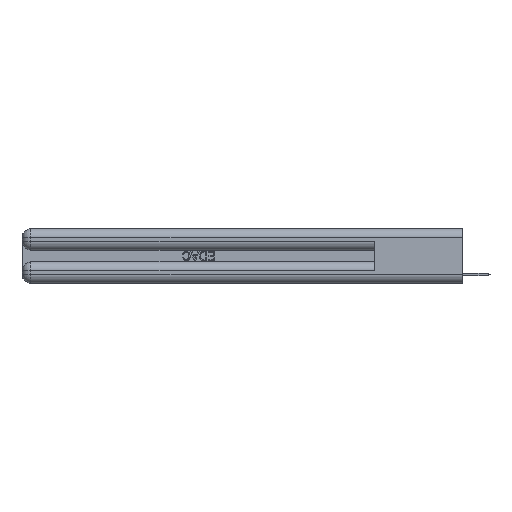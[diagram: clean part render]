
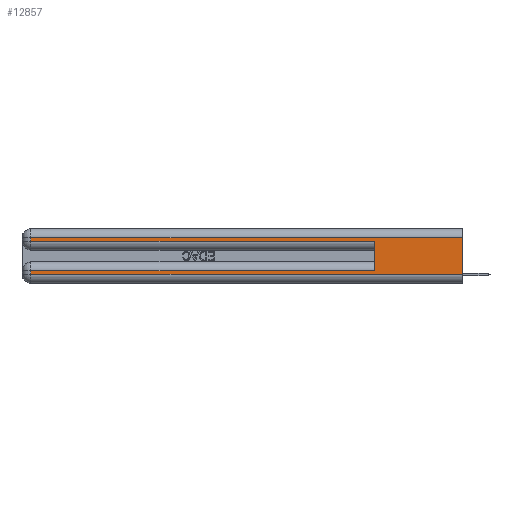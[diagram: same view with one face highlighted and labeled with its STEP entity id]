
A CAD part, left-side view. The second image highlights one B-rep face of the part: STEP entity #12857.
In plain terms, the highlighted planar face has unit normal (-1, 0, 0).
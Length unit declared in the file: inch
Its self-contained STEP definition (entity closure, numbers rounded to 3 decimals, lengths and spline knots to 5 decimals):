
#217 = DIRECTION ( 'NONE',  ( 0., -1., 0. ) ) ;
#494 = DIRECTION ( 'NONE',  ( 1., 0., 0. ) ) ;
#653 = PLANE ( 'NONE',  #29340 ) ;
#1260 = VECTOR ( 'NONE', #6304, 39.37008 ) ;
#2353 = DIRECTION ( 'NONE',  ( 0., 0., -1. ) ) ;
#2876 = ORIENTED_EDGE ( 'NONE', *, *, #12628, .T. ) ;
#3500 = ORIENTED_EDGE ( 'NONE', *, *, #3581, .T. ) ;
#3581 = EDGE_CURVE ( 'NONE', #14616, #25122, #18801, .T. ) ;
#3970 = EDGE_CURVE ( 'NONE', #25122, #25185, #27568, .T. ) ;
#4364 = DIRECTION ( 'NONE',  ( 0., 1., 0. ) ) ;
#4538 = CARTESIAN_POINT ( 'NONE',  ( 0., 0., 0.085 ) ) ;
#5144 = EDGE_CURVE ( 'NONE', #5200, #31347, #11990, .T. ) ;
#5147 = CARTESIAN_POINT ( 'NONE',  ( 0., 0.6, 0.145 ) ) ;
#5200 = VERTEX_POINT ( 'NONE', #16644 ) ;
#5338 = VECTOR ( 'NONE', #15417, 39.37008 ) ;
#5458 = FACE_OUTER_BOUND ( 'NONE', #17983, .T. ) ;
#6082 = VECTOR ( 'NONE', #8090, 39.37008 ) ;
#6304 = DIRECTION ( 'NONE',  ( 0., 1., 0. ) ) ;
#8090 = DIRECTION ( 'NONE',  ( 0., -1., 0. ) ) ;
#8114 = CARTESIAN_POINT ( 'NONE',  ( 0., 0., 0.31 ) ) ;
#8509 = ORIENTED_EDGE ( 'NONE', *, *, #11143, .T. ) ;
#9116 = LINE ( 'NONE', #17073, #1260 ) ;
#9783 = CARTESIAN_POINT ( 'NONE',  ( 0., 2.94, 0.085 ) ) ;
#10580 = LINE ( 'NONE', #30814, #6082 ) ;
#10605 = CARTESIAN_POINT ( 'NONE',  ( 0., 0., 0.37 ) ) ;
#11143 = EDGE_CURVE ( 'NONE', #31347, #22945, #17595, .T. ) ;
#11990 = LINE ( 'NONE', #4538, #12654 ) ;
#12160 = VECTOR ( 'NONE', #217, 39.37008 ) ;
#12190 = VECTOR ( 'NONE', #13337, 39.37008 ) ;
#12628 = EDGE_CURVE ( 'NONE', #23684, #14616, #9116, .T. ) ;
#12654 = VECTOR ( 'NONE', #4364, 39.37008 ) ;
#12857 = ADVANCED_FACE ( 'NONE', ( #5458 ), #653, .F. ) ;
#13337 = DIRECTION ( 'NONE',  ( 0., 0., -1. ) ) ;
#14103 = ORIENTED_EDGE ( 'NONE', *, *, #15973, .T. ) ;
#14616 = VERTEX_POINT ( 'NONE', #17856 ) ;
#14920 = ORIENTED_EDGE ( 'NONE', *, *, #3970, .T. ) ;
#14956 = VECTOR ( 'NONE', #2353, 39.37008 ) ;
#15248 = LINE ( 'NONE', #5147, #5338 ) ;
#15417 = DIRECTION ( 'NONE',  ( 0., 0., 1. ) ) ;
#15973 = EDGE_CURVE ( 'NONE', #22945, #31732, #10580, .T. ) ;
#16644 = CARTESIAN_POINT ( 'NONE',  ( 0., 0.6, 0.085 ) ) ;
#17073 = CARTESIAN_POINT ( 'NONE',  ( 0., 0., 0.31 ) ) ;
#17131 = CARTESIAN_POINT ( 'NONE',  ( 0., 0., 0.37 ) ) ;
#17301 = LINE ( 'NONE', #17131, #19003 ) ;
#17595 = LINE ( 'NONE', #20412, #14956 ) ;
#17856 = CARTESIAN_POINT ( 'NONE',  ( 0., 2.94, 0.31 ) ) ;
#17983 = EDGE_LOOP ( 'NONE', ( #28377, #2876, #3500, #14920, #32174, #22789, #8509, #14103 ) ) ;
#18310 = CARTESIAN_POINT ( 'NONE',  ( 0., 2.94, 0.37 ) ) ;
#18801 = LINE ( 'NONE', #18310, #12190 ) ;
#19003 = VECTOR ( 'NONE', #29573, 39.37008 ) ;
#19079 = EDGE_CURVE ( 'NONE', #23684, #31732, #17301, .T. ) ;
#20412 = CARTESIAN_POINT ( 'NONE',  ( 0., 2.94, 0.37 ) ) ;
#20706 = DIRECTION ( 'NONE',  ( 0., 0., -1. ) ) ;
#22789 = ORIENTED_EDGE ( 'NONE', *, *, #5144, .T. ) ;
#22945 = VERTEX_POINT ( 'NONE', #28966 ) ;
#23684 = VERTEX_POINT ( 'NONE', #8114 ) ;
#25120 = EDGE_CURVE ( 'NONE', #5200, #25185, #15248, .T. ) ;
#25122 = VERTEX_POINT ( 'NONE', #25538 ) ;
#25185 = VERTEX_POINT ( 'NONE', #26525 ) ;
#25538 = CARTESIAN_POINT ( 'NONE',  ( 0., 2.94, 0.285 ) ) ;
#26525 = CARTESIAN_POINT ( 'NONE',  ( 0., 0.6, 0.285 ) ) ;
#27568 = LINE ( 'NONE', #27732, #12160 ) ;
#27732 = CARTESIAN_POINT ( 'NONE',  ( 0., 0., 0.285 ) ) ;
#28377 = ORIENTED_EDGE ( 'NONE', *, *, #19079, .F. ) ;
#28966 = CARTESIAN_POINT ( 'NONE',  ( 0., 2.94, 0.06 ) ) ;
#29340 = AXIS2_PLACEMENT_3D ( 'NONE', #10605, #494, #20706 ) ;
#29573 = DIRECTION ( 'NONE',  ( 0., 0., -1. ) ) ;
#29810 = CARTESIAN_POINT ( 'NONE',  ( 0., 0., 0.06 ) ) ;
#30814 = CARTESIAN_POINT ( 'NONE',  ( 0., 0., 0.06 ) ) ;
#31347 = VERTEX_POINT ( 'NONE', #9783 ) ;
#31732 = VERTEX_POINT ( 'NONE', #29810 ) ;
#32174 = ORIENTED_EDGE ( 'NONE', *, *, #25120, .F. ) ;
